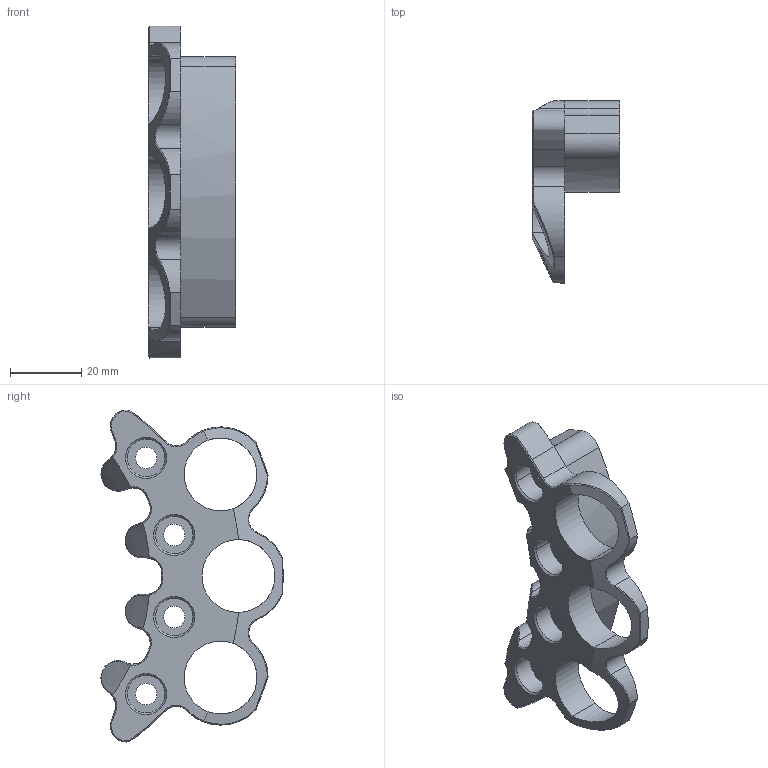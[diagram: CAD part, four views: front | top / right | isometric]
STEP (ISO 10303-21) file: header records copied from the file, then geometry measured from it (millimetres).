
FILE_DESCRIPTION(/* description */ (''),/* implementation_level */ '2;1');
FILE_NAME(/* name */ 'Couvercle etrier 8''''',/* time_stamp */ '2024-03-18T20:44:30+01:00',/* author */ (''),/* organization */ (''),/* preprocessor_version */ 'ST-DEVELOPER v19.2',/* originating_system */ 'Rhino 8.4',/* authorisation */ '');
FILE_SCHEMA (('AUTOMOTIVE_DESIGN_CC2'));
Length unit declared in the file: millimetre
Products named in the file (1): Document
Bounding box: 24.39 x 51.01 x 92.98 mm (x, y, z)
Surface area: 13262.3 mm2 (no closed solid volume)
Topology: 0 solids, 1 shells, 154 faces, 407 edges, 250 vertices
Faces by surface type: bspline 80, cylinder 51, plane 23
Entity records: 6407 total; most frequent: CARTESIAN_POINT 3465, ORIENTED_EDGE 803, EDGE_CURVE 404, DIRECTION 290, VERTEX_POINT 248, B_SPLINE_CURVE_WITH_KNOTS 186, AXIS2_PLACEMENT_3D 181, EDGE_LOOP 169
